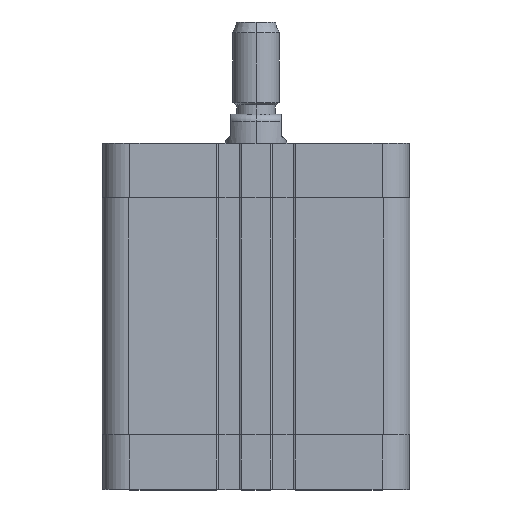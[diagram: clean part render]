
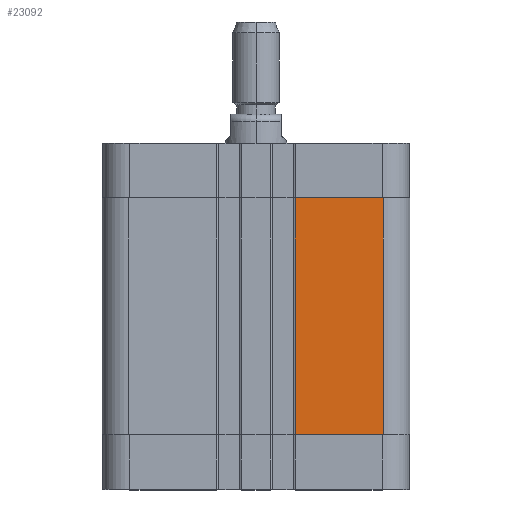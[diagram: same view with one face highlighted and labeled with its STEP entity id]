
A CAD part, top view. The second image highlights one B-rep face of the part: STEP entity #23092.
In plain terms, the highlighted planar face has unit normal (0, 0, 1).
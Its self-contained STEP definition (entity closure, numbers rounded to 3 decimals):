
#510 = VECTOR ( 'NONE', #5015, 1000. ) ;
#1475 = LINE ( 'NONE', #3264, #510 ) ;
#3059 = DIRECTION ( 'NONE',  ( 1., 0., 0. ) ) ;
#3264 = CARTESIAN_POINT ( 'NONE',  ( 33., 40.75, 40. ) ) ;
#3597 = VECTOR ( 'NONE', #21391, 1000. ) ;
#3608 = EDGE_CURVE ( 'NONE', #3701, #24237, #14332, .T. ) ;
#3701 = VERTEX_POINT ( 'NONE', #9981 ) ;
#4122 = EDGE_CURVE ( 'NONE', #24237, #14225, #14582, .T. ) ;
#4664 = CARTESIAN_POINT ( 'NONE',  ( 33., -30.75, 40. ) ) ;
#5015 = DIRECTION ( 'NONE',  ( -1., 0., 0. ) ) ;
#5152 = PLANE ( 'NONE',  #24896 ) ;
#5775 = EDGE_CURVE ( 'NONE', #19775, #14225, #1475, .T. ) ;
#8037 = ORIENTED_EDGE ( 'NONE', *, *, #3608, .F. ) ;
#9037 = CARTESIAN_POINT ( 'NONE',  ( 33., 40.75, 40. ) ) ;
#9255 = DIRECTION ( 'NONE',  ( 0., 0., 1. ) ) ;
#9863 = EDGE_LOOP ( 'NONE', ( #8037, #19200, #12470, #20034 ) ) ;
#9981 = CARTESIAN_POINT ( 'NONE',  ( 33., -20.75, 40. ) ) ;
#10812 = EDGE_CURVE ( 'NONE', #3701, #19775, #12108, .T. ) ;
#11479 = VECTOR ( 'NONE', #18691, 1000. ) ;
#12108 = LINE ( 'NONE', #4664, #11479 ) ;
#12470 = ORIENTED_EDGE ( 'NONE', *, *, #5775, .T. ) ;
#12811 = CARTESIAN_POINT ( 'NONE',  ( 10.25, -20.75, 40. ) ) ;
#14016 = VECTOR ( 'NONE', #17794, 1000. ) ;
#14225 = VERTEX_POINT ( 'NONE', #23065 ) ;
#14332 = LINE ( 'NONE', #25678, #14016 ) ;
#14582 = LINE ( 'NONE', #23396, #3597 ) ;
#16996 = FACE_OUTER_BOUND ( 'NONE', #9863, .T. ) ;
#17794 = DIRECTION ( 'NONE',  ( -1., 0., 0. ) ) ;
#18691 = DIRECTION ( 'NONE',  ( 0., 1., 0. ) ) ;
#19200 = ORIENTED_EDGE ( 'NONE', *, *, #10812, .T. ) ;
#19775 = VERTEX_POINT ( 'NONE', #9037 ) ;
#20034 = ORIENTED_EDGE ( 'NONE', *, *, #4122, .F. ) ;
#21073 = CARTESIAN_POINT ( 'NONE',  ( 33., 5., 40. ) ) ;
#21391 = DIRECTION ( 'NONE',  ( 0., 1., 0. ) ) ;
#23065 = CARTESIAN_POINT ( 'NONE',  ( 10.25, 40.75, 40. ) ) ;
#23092 = ADVANCED_FACE ( 'NONE', ( #16996 ), #5152, .T. ) ;
#23396 = CARTESIAN_POINT ( 'NONE',  ( 10.25, -30.75, 40. ) ) ;
#24237 = VERTEX_POINT ( 'NONE', #12811 ) ;
#24896 = AXIS2_PLACEMENT_3D ( 'NONE', #21073, #9255, #3059 ) ;
#25678 = CARTESIAN_POINT ( 'NONE',  ( 33., -20.75, 40. ) ) ;
